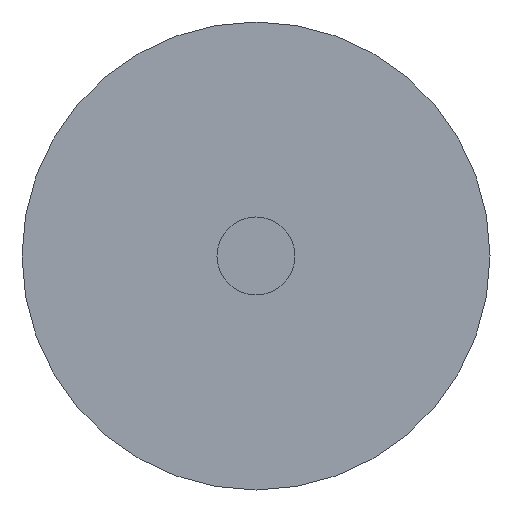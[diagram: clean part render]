
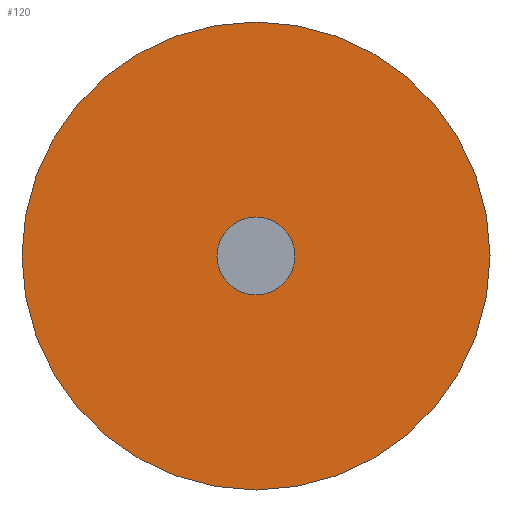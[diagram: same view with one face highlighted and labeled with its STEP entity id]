
A CAD part, front view. The second image highlights one B-rep face of the part: STEP entity #120.
In plain terms, the highlighted planar face has unit normal (0, -1, 0).
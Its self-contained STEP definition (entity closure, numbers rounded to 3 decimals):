
#21=FACE_BOUND('',#47,.T.);
#26=PLANE('',#152);
#35=FACE_OUTER_BOUND('',#46,.T.);
#46=EDGE_LOOP('',(#106));
#47=EDGE_LOOP('',(#107));
#56=CIRCLE('',#137,12.5);
#63=CIRCLE('',#150,75.);
#64=VERTEX_POINT('',#201);
#71=VERTEX_POINT('',#224);
#72=EDGE_CURVE('',#64,#64,#56,.T.);
#83=EDGE_CURVE('',#71,#71,#63,.T.);
#106=ORIENTED_EDGE('',*,*,#83,.F.);
#107=ORIENTED_EDGE('',*,*,#72,.T.);
#120=ADVANCED_FACE('',(#35,#21),#26,.F.);
#137=AXIS2_PLACEMENT_3D('',#202,#160,#161);
#150=AXIS2_PLACEMENT_3D('',#226,#190,#191);
#152=AXIS2_PLACEMENT_3D('',#228,#194,#195);
#160=DIRECTION('center_axis',(0.,1.,0.));
#161=DIRECTION('ref_axis',(1.,0.,0.));
#190=DIRECTION('center_axis',(0.,1.,0.));
#191=DIRECTION('ref_axis',(1.,0.,0.));
#194=DIRECTION('center_axis',(0.,1.,0.));
#195=DIRECTION('ref_axis',(1.,0.,0.));
#201=CARTESIAN_POINT('',(-12.5,0.,0.));
#202=CARTESIAN_POINT('Origin',(0.,0.,0.));
#224=CARTESIAN_POINT('',(-75.,0.,0.));
#226=CARTESIAN_POINT('Origin',(0.,0.,0.));
#228=CARTESIAN_POINT('Origin',(0.,0.,0.));
